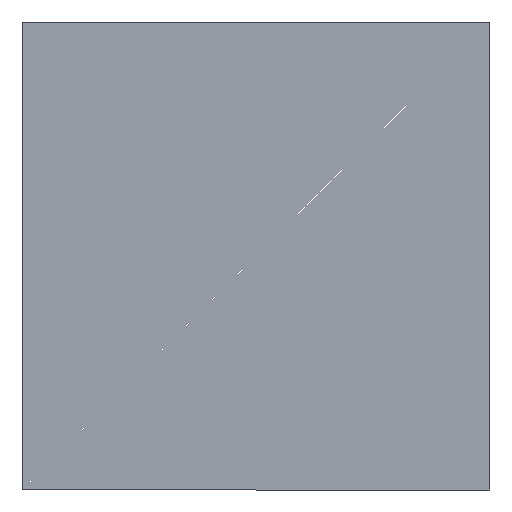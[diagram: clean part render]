
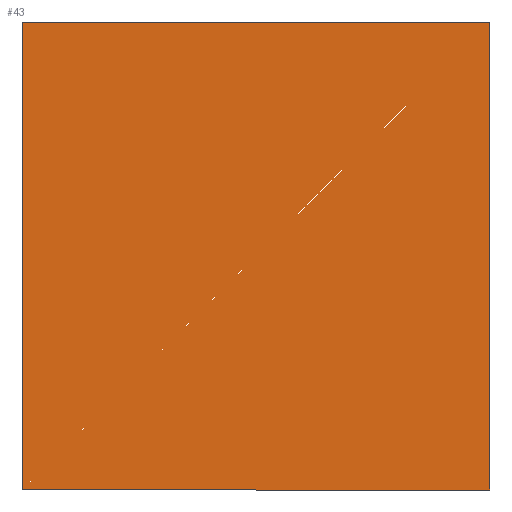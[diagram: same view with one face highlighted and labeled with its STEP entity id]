
A CAD part, front view. The second image highlights one B-rep face of the part: STEP entity #43.
In plain terms, the highlighted planar face has unit normal (0, -1, 0).
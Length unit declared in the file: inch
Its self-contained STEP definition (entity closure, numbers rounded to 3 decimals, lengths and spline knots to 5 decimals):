
#9 = VECTOR ( 'NONE', #112, 39.37008 ) ;
#15 = EDGE_CURVE ( 'NONE', #164, #86, #124, .T. ) ;
#16 = VECTOR ( 'NONE', #25, 39.37008 ) ;
#24 = AXIS2_PLACEMENT_3D ( 'NONE', #26, #196, #190 ) ;
#25 = DIRECTION ( 'NONE',  ( 1., 0., 0. ) ) ;
#26 = CARTESIAN_POINT ( 'NONE',  ( 0., -0.0075, 0. ) ) ;
#30 = EDGE_CURVE ( 'NONE', #44, #35, #59, .T. ) ;
#34 = ORIENTED_EDGE ( 'NONE', *, *, #15, .F. ) ;
#35 = VERTEX_POINT ( 'NONE', #107 ) ;
#37 = VECTOR ( 'NONE', #163, 39.37008 ) ;
#43 = ADVANCED_FACE ( 'NONE', ( #46 ), #180, .F. ) ;
#44 = VERTEX_POINT ( 'NONE', #113 ) ;
#46 = FACE_OUTER_BOUND ( 'NONE', #70, .T. ) ;
#49 = ORIENTED_EDGE ( 'NONE', *, *, #57, .F. ) ;
#57 = EDGE_CURVE ( 'NONE', #35, #164, #74, .T. ) ;
#59 = LINE ( 'NONE', #111, #9 ) ;
#62 = ORIENTED_EDGE ( 'NONE', *, *, #197, .F. ) ;
#70 = EDGE_LOOP ( 'NONE', ( #49, #122, #62, #34 ) ) ;
#74 = LINE ( 'NONE', #131, #240 ) ;
#83 = CARTESIAN_POINT ( 'NONE',  ( 3., -0.0075, 3. ) ) ;
#86 = VERTEX_POINT ( 'NONE', #83 ) ;
#103 = CARTESIAN_POINT ( 'NONE',  ( -3., -0.0075, 3. ) ) ;
#107 = CARTESIAN_POINT ( 'NONE',  ( -3., -0.0075, -3. ) ) ;
#111 = CARTESIAN_POINT ( 'NONE',  ( 3., -0.0075, -3. ) ) ;
#112 = DIRECTION ( 'NONE',  ( -1., 0., 0. ) ) ;
#113 = CARTESIAN_POINT ( 'NONE',  ( 3., -0.0075, -3. ) ) ;
#122 = ORIENTED_EDGE ( 'NONE', *, *, #30, .F. ) ;
#124 = LINE ( 'NONE', #220, #16 ) ;
#128 = LINE ( 'NONE', #170, #37 ) ;
#131 = CARTESIAN_POINT ( 'NONE',  ( -3., -0.0075, 3. ) ) ;
#163 = DIRECTION ( 'NONE',  ( 0., 0., -1. ) ) ;
#164 = VERTEX_POINT ( 'NONE', #103 ) ;
#170 = CARTESIAN_POINT ( 'NONE',  ( 3., -0.0075, 3. ) ) ;
#180 = PLANE ( 'NONE',  #24 ) ;
#190 = DIRECTION ( 'NONE',  ( 0., 0., 1. ) ) ;
#195 = DIRECTION ( 'NONE',  ( 0., 0., 1. ) ) ;
#196 = DIRECTION ( 'NONE',  ( 0., 1., 0. ) ) ;
#197 = EDGE_CURVE ( 'NONE', #86, #44, #128, .T. ) ;
#220 = CARTESIAN_POINT ( 'NONE',  ( 3., -0.0075, 3. ) ) ;
#240 = VECTOR ( 'NONE', #195, 39.37008 ) ;
